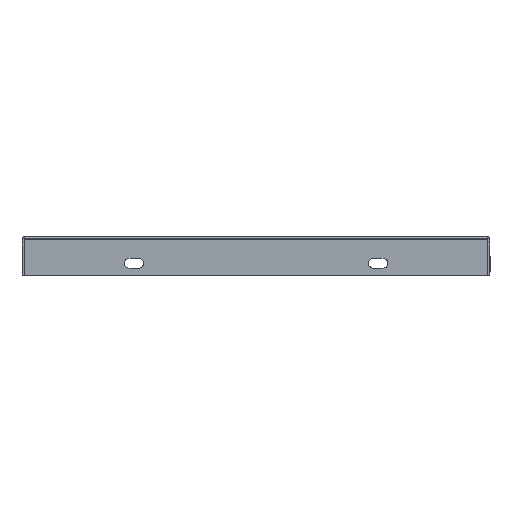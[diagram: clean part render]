
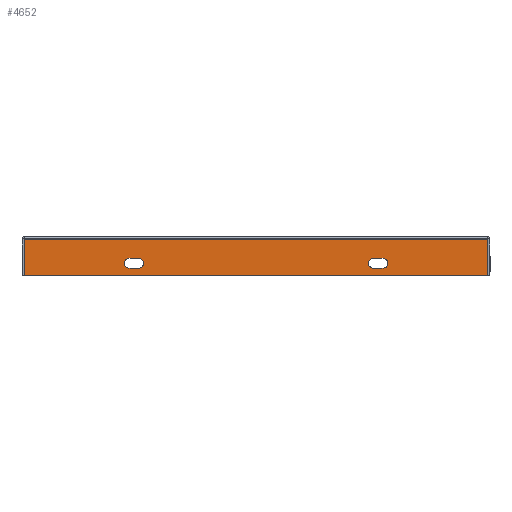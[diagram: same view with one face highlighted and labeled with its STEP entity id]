
A CAD part, left-side view. The second image highlights one B-rep face of the part: STEP entity #4652.
In plain terms, the highlighted planar face has unit normal (-1, 0, 0).
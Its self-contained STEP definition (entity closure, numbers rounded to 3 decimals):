
#697 = FACE_OUTER_BOUND ( 'NONE', #2828, .T. ) ;
#699 = FACE_BOUND ( 'NONE', #2484, .T. ) ;
#705 = FACE_BOUND ( 'NONE', #2868, .T. ) ;
#1351 = VERTEX_POINT ( 'NONE', #8212 ) ;
#1386 = VERTEX_POINT ( 'NONE', #8275 ) ;
#1427 = VERTEX_POINT ( 'NONE', #8350 ) ;
#1429 = VERTEX_POINT ( 'NONE', #8354 ) ;
#2484 = EDGE_LOOP ( 'NONE', ( #7400, #8433, #7928, #7957, #7750 ) ) ;
#2828 = EDGE_LOOP ( 'NONE', ( #7669, #7697, #7721, #8329 ) ) ;
#2868 = EDGE_LOOP ( 'NONE', ( #7465, #8402, #7438, #7160, #7104 ) ) ;
#4652 = ADVANCED_FACE ( 'NONE', ( #705, #699, #697 ), #11722, .F. ) ;
#6042 = EDGE_CURVE ( 'NONE', #1386, #7219, #13615, .T. ) ;
#6043 = EDGE_CURVE ( 'NONE', #7206, #7200, #13613, .T. ) ;
#6045 = EDGE_CURVE ( 'NONE', #7206, #7210, #13623, .T. ) ;
#6046 = EDGE_CURVE ( 'NONE', #7211, #7200, #13618, .T. ) ;
#6049 = EDGE_CURVE ( 'NONE', #7217, #1351, #13630, .T. ) ;
#6051 = EDGE_CURVE ( 'NONE', #7219, #7215, #13634, .T. ) ;
#6052 = EDGE_CURVE ( 'NONE', #7215, #7217, #13633, .T. ) ;
#6053 = EDGE_CURVE ( 'NONE', #7221, #7222, #13622, .T. ) ;
#6054 = EDGE_CURVE ( 'NONE', #7224, #7221, #13639, .T. ) ;
#6055 = EDGE_CURVE ( 'NONE', #1427, #7224, #13638, .T. ) ;
#6056 = EDGE_CURVE ( 'NONE', #7222, #1429, #13641, .T. ) ;
#6058 = EDGE_CURVE ( 'NONE', #7210, #7211, #13640, .T. ) ;
#7104 = ORIENTED_EDGE ( 'NONE', *, *, #6049, .F. ) ;
#7160 = ORIENTED_EDGE ( 'NONE', *, *, #9596, .F. ) ;
#7200 = VERTEX_POINT ( 'NONE', #18334 ) ;
#7206 = VERTEX_POINT ( 'NONE', #18337 ) ;
#7210 = VERTEX_POINT ( 'NONE', #18332 ) ;
#7211 = VERTEX_POINT ( 'NONE', #18340 ) ;
#7215 = VERTEX_POINT ( 'NONE', #18342 ) ;
#7217 = VERTEX_POINT ( 'NONE', #18343 ) ;
#7219 = VERTEX_POINT ( 'NONE', #18333 ) ;
#7221 = VERTEX_POINT ( 'NONE', #18338 ) ;
#7222 = VERTEX_POINT ( 'NONE', #18346 ) ;
#7224 = VERTEX_POINT ( 'NONE', #18347 ) ;
#7400 = ORIENTED_EDGE ( 'NONE', *, *, #6053, .F. ) ;
#7438 = ORIENTED_EDGE ( 'NONE', *, *, #6042, .F. ) ;
#7465 = ORIENTED_EDGE ( 'NONE', *, *, #6052, .F. ) ;
#7669 = ORIENTED_EDGE ( 'NONE', *, *, #6043, .F. ) ;
#7697 = ORIENTED_EDGE ( 'NONE', *, *, #6045, .T. ) ;
#7721 = ORIENTED_EDGE ( 'NONE', *, *, #6058, .T. ) ;
#7750 = ORIENTED_EDGE ( 'NONE', *, *, #6056, .F. ) ;
#7928 = ORIENTED_EDGE ( 'NONE', *, *, #6055, .F. ) ;
#7957 = ORIENTED_EDGE ( 'NONE', *, *, #9604, .F. ) ;
#8212 = CARTESIAN_POINT ( 'NONE',  ( -948.5, -107.99, -20. ) ) ;
#8275 = CARTESIAN_POINT ( 'NONE',  ( -948.5, -103.99, -16. ) ) ;
#8329 = ORIENTED_EDGE ( 'NONE', *, *, #6046, .T. ) ;
#8350 = CARTESIAN_POINT ( 'NONE',  ( -948.5, 95.99, -16. ) ) ;
#8354 = CARTESIAN_POINT ( 'NONE',  ( -948.5, 91.99, -20. ) ) ;
#8402 = ORIENTED_EDGE ( 'NONE', *, *, #6051, .F. ) ;
#8433 = ORIENTED_EDGE ( 'NONE', *, *, #6054, .F. ) ;
#9596 = EDGE_CURVE ( 'NONE', #1351, #1386, #19551, .T. ) ;
#9604 = EDGE_CURVE ( 'NONE', #1429, #1427, #19563, .T. ) ;
#10102 = AXIS2_PLACEMENT_3D ( 'NONE', #11717, #11723, #11724 ) ;
#11717 = CARTESIAN_POINT ( 'NONE',  ( -948.5, 189.49, 0. ) ) ;
#11722 = PLANE ( 'NONE',  #10102 ) ;
#11723 = DIRECTION ( 'NONE',  ( 1., 0., 0. ) ) ;
#11724 = DIRECTION ( 'NONE',  ( 0., 1., 0. ) ) ;
#13613 = LINE ( 'NONE', #15471, #13619 ) ;
#13615 = LINE ( 'NONE', #15463, #13617 ) ;
#13617 = VECTOR ( 'NONE', #15472, 1000. ) ;
#13618 = LINE ( 'NONE', #15475, #13625 ) ;
#13619 = VECTOR ( 'NONE', #15474, 1000. ) ;
#13620 = VECTOR ( 'NONE', #15495, 1000. ) ;
#13622 = LINE ( 'NONE', #15494, #13635 ) ;
#13623 = LINE ( 'NONE', #15477, #13624 ) ;
#13624 = VECTOR ( 'NONE', #15478, 1000. ) ;
#13625 = VECTOR ( 'NONE', #15480, 1000. ) ;
#13630 = CIRCLE ( 'NONE', #14084, 4. ) ;
#13631 = VECTOR ( 'NONE', #15511, 1000. ) ;
#13633 = LINE ( 'NONE', #15489, #13620 ) ;
#13634 = CIRCLE ( 'NONE', #14085, 4. ) ;
#13635 = VECTOR ( 'NONE', #15497, 1000. ) ;
#13636 = VECTOR ( 'NONE', #15502, 1000. ) ;
#13638 = LINE ( 'NONE', #15496, #13636 ) ;
#13639 = CIRCLE ( 'NONE', #14087, 4. ) ;
#13640 = LINE ( 'NONE', #15510, #13631 ) ;
#13641 = CIRCLE ( 'NONE', #14088, 4. ) ;
#14084 = AXIS2_PLACEMENT_3D ( 'NONE', #15479, #15486, #15487 ) ;
#14085 = AXIS2_PLACEMENT_3D ( 'NONE', #15485, #15492, #15493 ) ;
#14087 = AXIS2_PLACEMENT_3D ( 'NONE', #15498, #15499, #15500 ) ;
#14088 = AXIS2_PLACEMENT_3D ( 'NONE', #15501, #15504, #15505 ) ;
#14505 = AXIS2_PLACEMENT_3D ( 'NONE', #19860, #19871, #19872 ) ;
#14509 = AXIS2_PLACEMENT_3D ( 'NONE', #19880, #19891, #19892 ) ;
#15463 = CARTESIAN_POINT ( 'NONE',  ( -948.5, -103.99, -16. ) ) ;
#15471 = CARTESIAN_POINT ( 'NONE',  ( -948.5, 189.49, -0.1 ) ) ;
#15472 = DIRECTION ( 'NONE',  ( 0., 1., 0. ) ) ;
#15474 = DIRECTION ( 'NONE',  ( 0., -1., 0. ) ) ;
#15475 = CARTESIAN_POINT ( 'NONE',  ( -948.5, -189.49, 0. ) ) ;
#15477 = CARTESIAN_POINT ( 'NONE',  ( -948.5, 189.49, -30. ) ) ;
#15478 = DIRECTION ( 'NONE',  ( 0., 0., -1. ) ) ;
#15479 = CARTESIAN_POINT ( 'NONE',  ( -948.5, -103.99, -20. ) ) ;
#15480 = DIRECTION ( 'NONE',  ( 0., 0., 1. ) ) ;
#15485 = CARTESIAN_POINT ( 'NONE',  ( -948.5, -95.99, -20. ) ) ;
#15486 = DIRECTION ( 'NONE',  ( -1., 0., 0. ) ) ;
#15487 = DIRECTION ( 'NONE',  ( 0., 1., 0. ) ) ;
#15489 = CARTESIAN_POINT ( 'NONE',  ( -948.5, -103.99, -24. ) ) ;
#15492 = DIRECTION ( 'NONE',  ( -1., 0., 0. ) ) ;
#15493 = DIRECTION ( 'NONE',  ( 0., 1., 0. ) ) ;
#15494 = CARTESIAN_POINT ( 'NONE',  ( -948.5, 103.99, -24. ) ) ;
#15495 = DIRECTION ( 'NONE',  ( 0., -1., 0. ) ) ;
#15496 = CARTESIAN_POINT ( 'NONE',  ( -948.5, 103.99, -16. ) ) ;
#15497 = DIRECTION ( 'NONE',  ( 0., -1., 0. ) ) ;
#15498 = CARTESIAN_POINT ( 'NONE',  ( -948.5, 103.99, -20. ) ) ;
#15499 = DIRECTION ( 'NONE',  ( -1., 0., 0. ) ) ;
#15500 = DIRECTION ( 'NONE',  ( 0., -1., 0. ) ) ;
#15501 = CARTESIAN_POINT ( 'NONE',  ( -948.5, 95.99, -20. ) ) ;
#15502 = DIRECTION ( 'NONE',  ( 0., 1., 0. ) ) ;
#15504 = DIRECTION ( 'NONE',  ( -1., 0., 0. ) ) ;
#15505 = DIRECTION ( 'NONE',  ( 0., -1., 0. ) ) ;
#15510 = CARTESIAN_POINT ( 'NONE',  ( -948.5, -189.49, -30. ) ) ;
#15511 = DIRECTION ( 'NONE',  ( 0., -1., 0. ) ) ;
#18332 = CARTESIAN_POINT ( 'NONE',  ( -948.5, 189.49, -30. ) ) ;
#18333 = CARTESIAN_POINT ( 'NONE',  ( -948.5, -95.99, -16. ) ) ;
#18334 = CARTESIAN_POINT ( 'NONE',  ( -948.5, -189.49, -0.1 ) ) ;
#18337 = CARTESIAN_POINT ( 'NONE',  ( -948.5, 189.49, -0.1 ) ) ;
#18338 = CARTESIAN_POINT ( 'NONE',  ( -948.5, 103.99, -24. ) ) ;
#18340 = CARTESIAN_POINT ( 'NONE',  ( -948.5, -189.49, -30. ) ) ;
#18342 = CARTESIAN_POINT ( 'NONE',  ( -948.5, -95.99, -24. ) ) ;
#18343 = CARTESIAN_POINT ( 'NONE',  ( -948.5, -103.99, -24. ) ) ;
#18346 = CARTESIAN_POINT ( 'NONE',  ( -948.5, 95.99, -24. ) ) ;
#18347 = CARTESIAN_POINT ( 'NONE',  ( -948.5, 103.99, -16. ) ) ;
#19551 = CIRCLE ( 'NONE', #14505, 4. ) ;
#19563 = CIRCLE ( 'NONE', #14509, 4. ) ;
#19860 = CARTESIAN_POINT ( 'NONE',  ( -948.5, -103.99, -20. ) ) ;
#19871 = DIRECTION ( 'NONE',  ( -1., 0., 0. ) ) ;
#19872 = DIRECTION ( 'NONE',  ( 0., 1., 0. ) ) ;
#19880 = CARTESIAN_POINT ( 'NONE',  ( -948.5, 95.99, -20. ) ) ;
#19891 = DIRECTION ( 'NONE',  ( -1., 0., 0. ) ) ;
#19892 = DIRECTION ( 'NONE',  ( 0., -1., 0. ) ) ;
